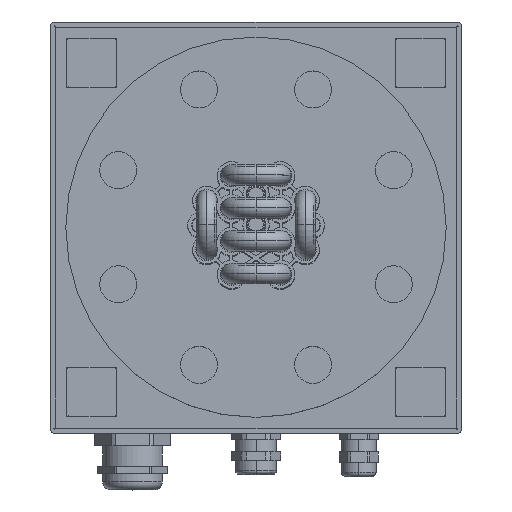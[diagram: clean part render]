
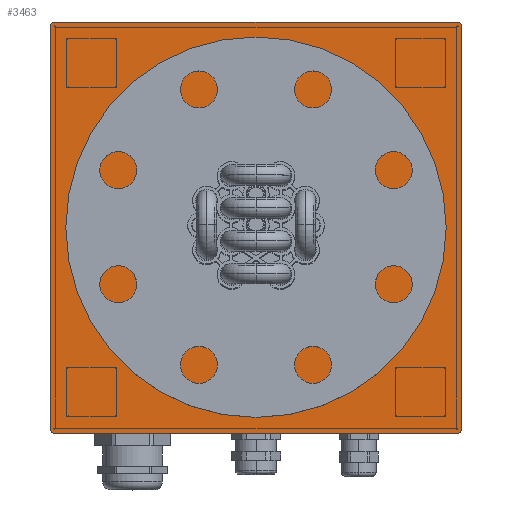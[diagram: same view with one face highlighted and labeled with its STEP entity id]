
A CAD part, top view. The second image highlights one B-rep face of the part: STEP entity #3463.
In plain terms, the highlighted face is planar.
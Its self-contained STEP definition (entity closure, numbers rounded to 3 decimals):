
#273 = CARTESIAN_POINT ( 'NONE',  ( 100., 98., -4. ) ) ;
#382 = EDGE_CURVE ( 'NONE', #33339, #3380, #2023, .T. ) ;
#666 = EDGE_CURVE ( 'NONE', #3380, #11483, #11437, .T. ) ;
#1028 = DIRECTION ( 'NONE',  ( 1., 0., 0. ) ) ;
#1342 = ORIENTED_EDGE ( 'NONE', *, *, #5711, .F. ) ;
#1536 = CARTESIAN_POINT ( 'NONE',  ( -100., 98., -4. ) ) ;
#2023 = CIRCLE ( 'NONE', #33124, 2. ) ;
#2069 = CARTESIAN_POINT ( 'NONE',  ( -100., -98., -4. ) ) ;
#3380 = VERTEX_POINT ( 'NONE', #26306 ) ;
#3463 = ADVANCED_FACE ( 'NONE', ( #5226, #26999 ), #18838, .T. ) ;
#3464 = CARTESIAN_POINT ( 'NONE',  ( 0., 0., -4. ) ) ;
#3892 = VECTOR ( 'NONE', #23791, 1000. ) ;
#5053 = EDGE_CURVE ( 'NONE', #11920, #21984, #32462, .T. ) ;
#5226 = FACE_BOUND ( 'NONE', #16480, .T. ) ;
#5596 = VERTEX_POINT ( 'NONE', #22609 ) ;
#5711 = EDGE_CURVE ( 'NONE', #11883, #33339, #6843, .T. ) ;
#6500 = DIRECTION ( 'NONE',  ( 1., 0., 0. ) ) ;
#6731 = VERTEX_POINT ( 'NONE', #18889 ) ;
#6843 = LINE ( 'NONE', #11985, #11273 ) ;
#6867 = DIRECTION ( 'NONE',  ( 0., 0., 1. ) ) ;
#6986 = ORIENTED_EDGE ( 'NONE', *, *, #5053, .T. ) ;
#7756 = CARTESIAN_POINT ( 'NONE',  ( -45.45, 0., -4. ) ) ;
#7972 = VECTOR ( 'NONE', #13427, 1000. ) ;
#9251 = DIRECTION ( 'NONE',  ( 0., 0., 1. ) ) ;
#9656 = VERTEX_POINT ( 'NONE', #2069 ) ;
#11273 = VECTOR ( 'NONE', #6500, 1000. ) ;
#11437 = LINE ( 'NONE', #273, #15044 ) ;
#11483 = VERTEX_POINT ( 'NONE', #19905 ) ;
#11883 = VERTEX_POINT ( 'NONE', #17023 ) ;
#11910 = CARTESIAN_POINT ( 'NONE',  ( 98., 98., -4. ) ) ;
#11920 = VERTEX_POINT ( 'NONE', #7756 ) ;
#11985 = CARTESIAN_POINT ( 'NONE',  ( -98., -100., -4. ) ) ;
#12348 = CARTESIAN_POINT ( 'NONE',  ( 98., -98., -4. ) ) ;
#12890 = AXIS2_PLACEMENT_3D ( 'NONE', #34011, #31329, #20879 ) ;
#13427 = DIRECTION ( 'NONE',  ( -1., 0., 0. ) ) ;
#13448 = DIRECTION ( 'NONE',  ( 1., 0., 0. ) ) ;
#13897 = DIRECTION ( 'NONE',  ( 0., 0., 1. ) ) ;
#15044 = VECTOR ( 'NONE', #18867, 1000. ) ;
#15687 = DIRECTION ( 'NONE',  ( 0., 0., 1. ) ) ;
#16015 = ORIENTED_EDGE ( 'NONE', *, *, #382, .F. ) ;
#16353 = AXIS2_PLACEMENT_3D ( 'NONE', #34623, #29629, #31944 ) ;
#16480 = EDGE_LOOP ( 'NONE', ( #23133, #6986 ) ) ;
#16595 = ORIENTED_EDGE ( 'NONE', *, *, #31202, .F. ) ;
#17023 = CARTESIAN_POINT ( 'NONE',  ( -98., -100., -4. ) ) ;
#18211 = LINE ( 'NONE', #34520, #7972 ) ;
#18838 = PLANE ( 'NONE',  #16353 ) ;
#18867 = DIRECTION ( 'NONE',  ( 0., 1., 0. ) ) ;
#18889 = CARTESIAN_POINT ( 'NONE',  ( -98., 100., -4. ) ) ;
#19291 = AXIS2_PLACEMENT_3D ( 'NONE', #3464, #13897, #22390 ) ;
#19905 = CARTESIAN_POINT ( 'NONE',  ( 100., 98., -4. ) ) ;
#20329 = ORIENTED_EDGE ( 'NONE', *, *, #666, .F. ) ;
#20644 = CARTESIAN_POINT ( 'NONE',  ( 98., -100., -4. ) ) ;
#20879 = DIRECTION ( 'NONE',  ( 1., 0., 0. ) ) ;
#21061 = CARTESIAN_POINT ( 'NONE',  ( 0., 0., -4. ) ) ;
#21514 = AXIS2_PLACEMENT_3D ( 'NONE', #11910, #9251, #28657 ) ;
#21807 = CARTESIAN_POINT ( 'NONE',  ( -100., 98., -4. ) ) ;
#21984 = VERTEX_POINT ( 'NONE', #29973 ) ;
#22390 = DIRECTION ( 'NONE',  ( 1., 0., 0. ) ) ;
#22609 = CARTESIAN_POINT ( 'NONE',  ( 98., 100., -4. ) ) ;
#22632 = ORIENTED_EDGE ( 'NONE', *, *, #29617, .F. ) ;
#23133 = ORIENTED_EDGE ( 'NONE', *, *, #33528, .T. ) ;
#23791 = DIRECTION ( 'NONE',  ( 0., -1., 0. ) ) ;
#24889 = ORIENTED_EDGE ( 'NONE', *, *, #26969, .F. ) ;
#24985 = CIRCLE ( 'NONE', #19291, 45.45 ) ;
#26118 = AXIS2_PLACEMENT_3D ( 'NONE', #32328, #15687, #34807 ) ;
#26306 = CARTESIAN_POINT ( 'NONE',  ( 100., -98., -4. ) ) ;
#26969 = EDGE_CURVE ( 'NONE', #11483, #5596, #28872, .T. ) ;
#26999 = FACE_OUTER_BOUND ( 'NONE', #27324, .T. ) ;
#27184 = EDGE_CURVE ( 'NONE', #5596, #6731, #18211, .T. ) ;
#27222 = CIRCLE ( 'NONE', #26118, 2. ) ;
#27324 = EDGE_LOOP ( 'NONE', ( #24889, #20329, #16015, #1342, #33081, #16595, #22632, #28076 ) ) ;
#27953 = AXIS2_PLACEMENT_3D ( 'NONE', #21061, #35038, #13448 ) ;
#28076 = ORIENTED_EDGE ( 'NONE', *, *, #27184, .F. ) ;
#28657 = DIRECTION ( 'NONE',  ( -1., 0., 0. ) ) ;
#28872 = CIRCLE ( 'NONE', #21514, 2. ) ;
#29599 = LINE ( 'NONE', #21807, #3892 ) ;
#29617 = EDGE_CURVE ( 'NONE', #6731, #33378, #29751, .T. ) ;
#29629 = DIRECTION ( 'NONE',  ( 0., 0., -1. ) ) ;
#29751 = CIRCLE ( 'NONE', #12890, 2. ) ;
#29973 = CARTESIAN_POINT ( 'NONE',  ( 45.45, 0., -4. ) ) ;
#31202 = EDGE_CURVE ( 'NONE', #33378, #9656, #29599, .T. ) ;
#31329 = DIRECTION ( 'NONE',  ( 0., 0., 1. ) ) ;
#31944 = DIRECTION ( 'NONE',  ( -1., 0., 0. ) ) ;
#32328 = CARTESIAN_POINT ( 'NONE',  ( -98., -98., -4. ) ) ;
#32462 = CIRCLE ( 'NONE', #27953, 45.45 ) ;
#33081 = ORIENTED_EDGE ( 'NONE', *, *, #34465, .F. ) ;
#33124 = AXIS2_PLACEMENT_3D ( 'NONE', #12348, #6867, #1028 ) ;
#33339 = VERTEX_POINT ( 'NONE', #20644 ) ;
#33378 = VERTEX_POINT ( 'NONE', #1536 ) ;
#33528 = EDGE_CURVE ( 'NONE', #21984, #11920, #24985, .T. ) ;
#34011 = CARTESIAN_POINT ( 'NONE',  ( -98., 98., -4. ) ) ;
#34465 = EDGE_CURVE ( 'NONE', #9656, #11883, #27222, .T. ) ;
#34520 = CARTESIAN_POINT ( 'NONE',  ( -98., 100., -4. ) ) ;
#34623 = CARTESIAN_POINT ( 'NONE',  ( 98., 98., -4. ) ) ;
#34807 = DIRECTION ( 'NONE',  ( 1., 0., 0. ) ) ;
#35038 = DIRECTION ( 'NONE',  ( 0., 0., 1. ) ) ;
